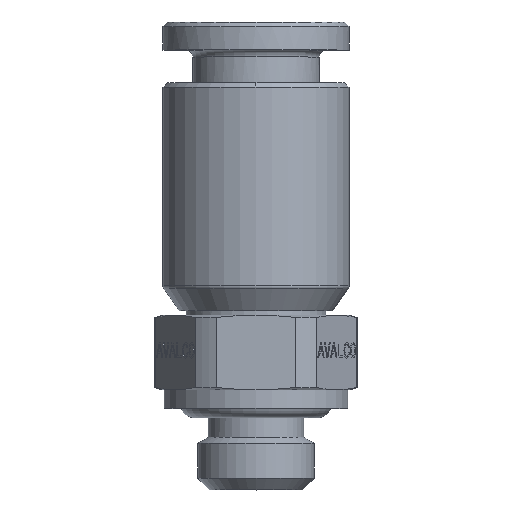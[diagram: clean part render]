
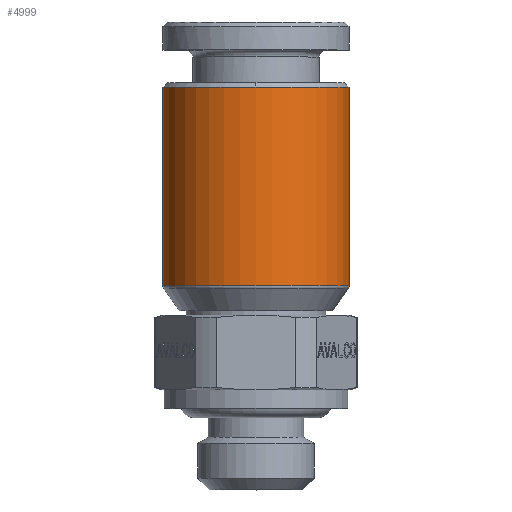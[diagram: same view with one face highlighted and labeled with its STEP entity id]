
A CAD part, top view. The second image highlights one B-rep face of the part: STEP entity #4999.
In plain terms, the highlighted cylindrical face has radius 4 mm (diameter 8 mm), a partial arc.
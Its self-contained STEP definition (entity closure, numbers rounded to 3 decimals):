
#4768=CARTESIAN_POINT('Vertex',(4.,13.8,0.)) ;
#4792=CARTESIAN_POINT('Vertex',(-4.,13.8,0.)) ;
#4870=CARTESIAN_POINT('Vertex',(0.,13.8,4.)) ;
#4873=CARTESIAN_POINT('Axis2P3D Location',(0.,13.8,0.)) ;
#4890=CARTESIAN_POINT('Axis2P3D Location',(0.,13.8,0.)) ;
#4907=CARTESIAN_POINT('Line Origine',(-4.,14.49,0.)) ;
#4911=CARTESIAN_POINT('Vertex',(-4.,5.263,0.)) ;
#4914=CARTESIAN_POINT('Line Origine',(4.,14.49,0.)) ;
#4918=CARTESIAN_POINT('Vertex',(4.,5.263,0.)) ;
#4982=CARTESIAN_POINT('Axis2P3D Location',(0.,14.49,0.)) ;
#4987=CARTESIAN_POINT('Axis2P3D Location',(0.,5.263,0.)) ;
#4874=DIRECTION('Axis2P3D Direction',(0.,-1.,0.)) ;
#4891=DIRECTION('Axis2P3D Direction',(0.,-1.,0.)) ;
#4908=DIRECTION('Vector Direction',(0.,-1.,0.)) ;
#4915=DIRECTION('Vector Direction',(0.,-1.,0.)) ;
#4983=DIRECTION('Axis2P3D Direction',(0.,-1.,0.)) ;
#4984=DIRECTION('Axis2P3D XDirection',(1.,-0.,0.)) ;
#4988=DIRECTION('Axis2P3D Direction',(0.,-1.,0.)) ;
#4875=AXIS2_PLACEMENT_3D('Circle Axis2P3D',#4873,#4874,$) ;
#4892=AXIS2_PLACEMENT_3D('Circle Axis2P3D',#4890,#4891,$) ;
#4985=AXIS2_PLACEMENT_3D('Cylinder Axis2P3D',#4982,#4983,#4984) ;
#4989=AXIS2_PLACEMENT_3D('Circle Axis2P3D',#4987,#4988,$) ;
#4993=ORIENTED_EDGE('',*,*,#4920,.F.) ;
#4994=ORIENTED_EDGE('',*,*,#4894,.F.) ;
#4995=ORIENTED_EDGE('',*,*,#4877,.F.) ;
#4996=ORIENTED_EDGE('',*,*,#4913,.T.) ;
#4997=ORIENTED_EDGE('',*,*,#4991,.T.) ;
#4909=VECTOR('Line Direction',#4908,1.) ;
#4916=VECTOR('Line Direction',#4915,1.) ;
#4999=ADVANCED_FACE('PN511B-04M5H',(#4998),#4986,.T.) ;
#4876=CIRCLE('generated circle',#4875,4.) ;
#4893=CIRCLE('generated circle',#4892,4.) ;
#4990=CIRCLE('generated circle',#4989,4.) ;
#4986=CYLINDRICAL_SURFACE('generated cylinder',#4985,4.) ;
#4877=EDGE_CURVE('',#4793,#4871,#4876,.F.) ;
#4894=EDGE_CURVE('',#4871,#4769,#4893,.F.) ;
#4913=EDGE_CURVE('',#4793,#4912,#4910,.T.) ;
#4920=EDGE_CURVE('',#4769,#4919,#4917,.T.) ;
#4991=EDGE_CURVE('',#4912,#4919,#4990,.F.) ;
#4992=EDGE_LOOP('',(#4993,#4994,#4995,#4996,#4997)) ;
#4998=FACE_OUTER_BOUND('',#4992,.T.) ;
#4910=LINE('Line',#4907,#4909) ;
#4917=LINE('Line',#4914,#4916) ;
#4769=VERTEX_POINT('',#4768) ;
#4793=VERTEX_POINT('',#4792) ;
#4871=VERTEX_POINT('',#4870) ;
#4912=VERTEX_POINT('',#4911) ;
#4919=VERTEX_POINT('',#4918) ;
